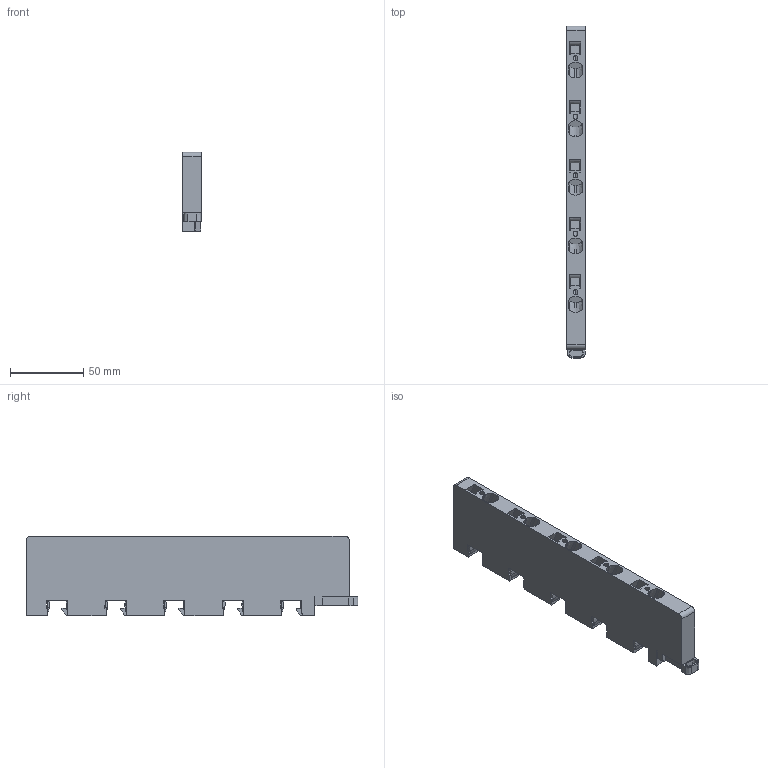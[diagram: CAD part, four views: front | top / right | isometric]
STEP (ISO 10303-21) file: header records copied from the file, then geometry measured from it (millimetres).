
FILE_DESCRIPTION(('CATIA V5 STEP Exchange','CAx-IF Rec.Pracs.--- Model Styling and Organization---1.5--- 2016-08-15','CAx-IF Rec.Pracs.---Supplemental Geometry---1.0---2011-11-01','CAx-IF Rec.Pracs.--- Composite Materials ---1.1---2010-07-15'),'2;1');
FILE_NAME ('D1592270_1', '2024-08-14T09:49:47+00:00', ('none'), ('Weidmueller'), 'CATIA Version 5-6 Release 2022 SP4 HF5', 'CATIA V5 STEP AP214 v3', 'none');
FILE_SCHEMA(('AUTOMOTIVE_DESIGN { 1 0 10303 214 1 1 1 1 }'));
Length unit declared in the file: millimetre
Products named in the file (1): S3D_V_ZPA_TERMINAL
Bounding box: 12.51 x 226.69 x 54.31 mm (x, y, z)
Volume: 123073.4 mm3; surface area: 40821.7 mm2
Topology: 1 solids, 1 shells, 610 faces, 1782 edges, 1151 vertices
Faces by surface type: plane 469, cylinder 105, extrusion 36
Entity records: 21205 total; most frequent: CARTESIAN_POINT 5379, ORIENTED_EDGE 3564, DIRECTION 2470, EDGE_CURVE 1782, VECTOR 1436, LINE 1400, VERTEX_POINT 1151, EDGE_LOOP 643
